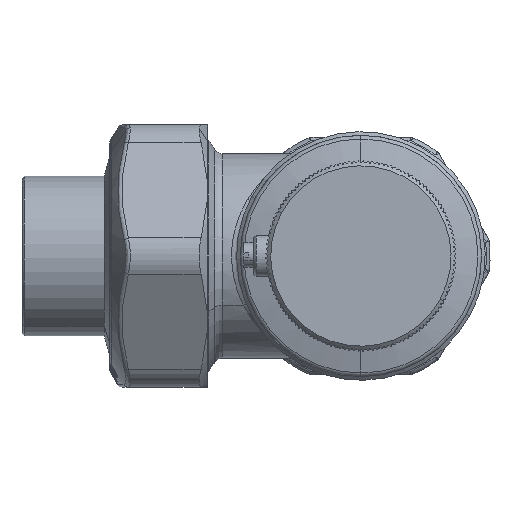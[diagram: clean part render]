
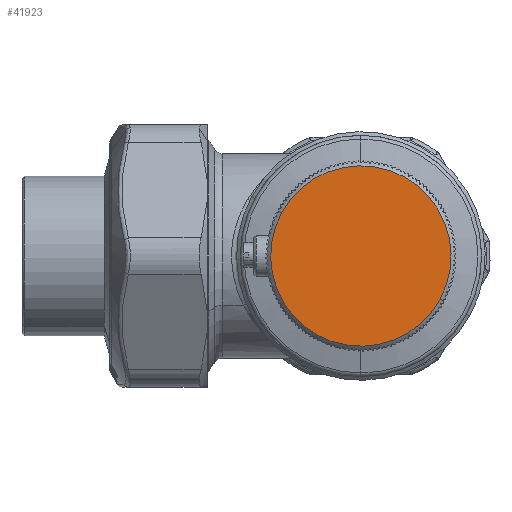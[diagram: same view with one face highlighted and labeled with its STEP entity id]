
A CAD part, left-side view. The second image highlights one B-rep face of the part: STEP entity #41923.
In plain terms, the highlighted planar face has unit normal (1, 0, 0).
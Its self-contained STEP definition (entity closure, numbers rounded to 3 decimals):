
#36083=CARTESIAN_POINT('Vertex',(-117.,-16.235,-8.869)) ;
#36086=CARTESIAN_POINT('Axis2P3D Location',(-117.,0.,0.)) ;
#36090=CARTESIAN_POINT('Vertex',(-117.,16.235,8.869)) ;
#38981=CARTESIAN_POINT('Axis2P3D Location',(-117.,0.,0.)) ;
#41914=CARTESIAN_POINT('Axis2P3D Location',(-117.,18.5,0.)) ;
#36087=DIRECTION('Axis2P3D Direction',(1.,-0.,0.)) ;
#38982=DIRECTION('Axis2P3D Direction',(1.,0.,-0.)) ;
#41915=DIRECTION('Axis2P3D Direction',(1.,0.,-0.)) ;
#41916=DIRECTION('Axis2P3D XDirection',(0.,0.,1.)) ;
#36088=AXIS2_PLACEMENT_3D('Circle Axis2P3D',#36086,#36087,$) ;
#38983=AXIS2_PLACEMENT_3D('Circle Axis2P3D',#38981,#38982,$) ;
#41917=AXIS2_PLACEMENT_3D('Plane Axis2P3D',#41914,#41915,#41916) ;
#41920=ORIENTED_EDGE('',*,*,#38985,.F.) ;
#41921=ORIENTED_EDGE('',*,*,#36092,.F.) ;
#41923=ADVANCED_FACE('Sheet.4',(#41922),#41918,.T.) ;
#36089=CIRCLE('generated circle',#36088,18.5) ;
#38984=CIRCLE('generated circle',#38983,18.5) ;
#36092=EDGE_CURVE('',#36084,#36091,#36089,.F.) ;
#38985=EDGE_CURVE('',#36091,#36084,#38984,.F.) ;
#41919=EDGE_LOOP('',(#41920,#41921)) ;
#41922=FACE_OUTER_BOUND('',#41919,.T.) ;
#41918=PLANE('',#41917) ;
#36084=VERTEX_POINT('',#36083) ;
#36091=VERTEX_POINT('',#36090) ;
